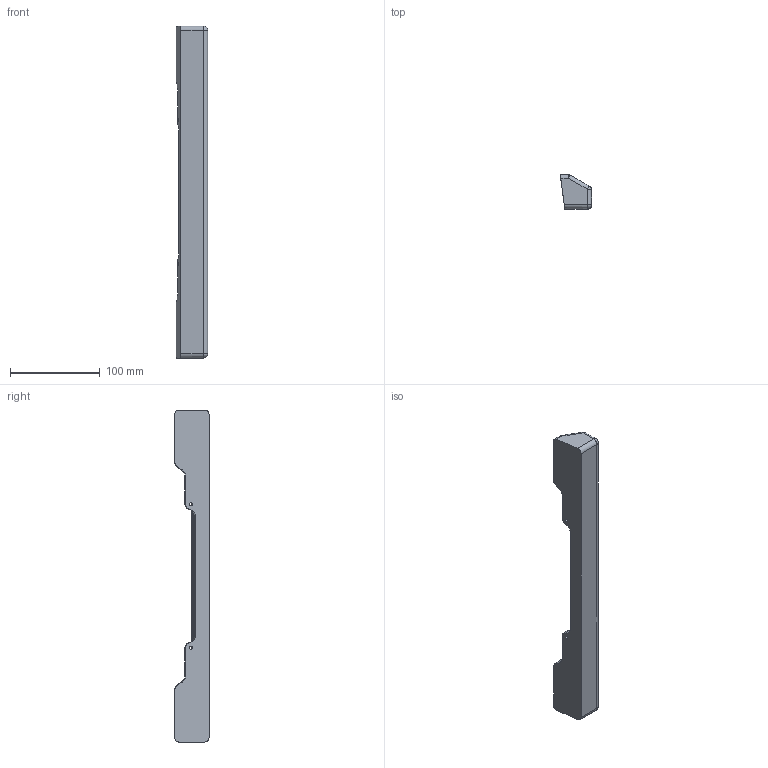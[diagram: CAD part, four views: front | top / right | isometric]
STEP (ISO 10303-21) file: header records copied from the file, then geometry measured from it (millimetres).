
FILE_DESCRIPTION (( 'STEP AP214' ), '1' );
FILE_NAME ('H2D粟銅詩啣盓殤.STEP', '2025-07-17T08:56:31', ( 'Windows User' ), ( 'P R C' ), 'SwSTEP 2.0', 'SolidWorks 2022', '' );
FILE_SCHEMA (( 'AUTOMOTIVE_DESIGN' ));
Length unit declared in the file: millimetre
Products named in the file (1): H2D弹簧钢板支架
Bounding box: 35 x 38 x 370 mm (x, y, z)
Volume: 218450.6 mm3; surface area: 92326.1 mm2
Topology: 1 solids, 1 shells, 220 faces, 542 edges, 320 vertices
Faces by surface type: plane 112, bspline 54, cylinder 46, cone 4, sphere 4
Entity records: 9290 total; most frequent: CARTESIAN_POINT 4681, ORIENTED_EDGE 1076, DIRECTION 728, EDGE_CURVE 538, VERTEX_POINT 320, LINE 286, VECTOR 286, EDGE_LOOP 224
